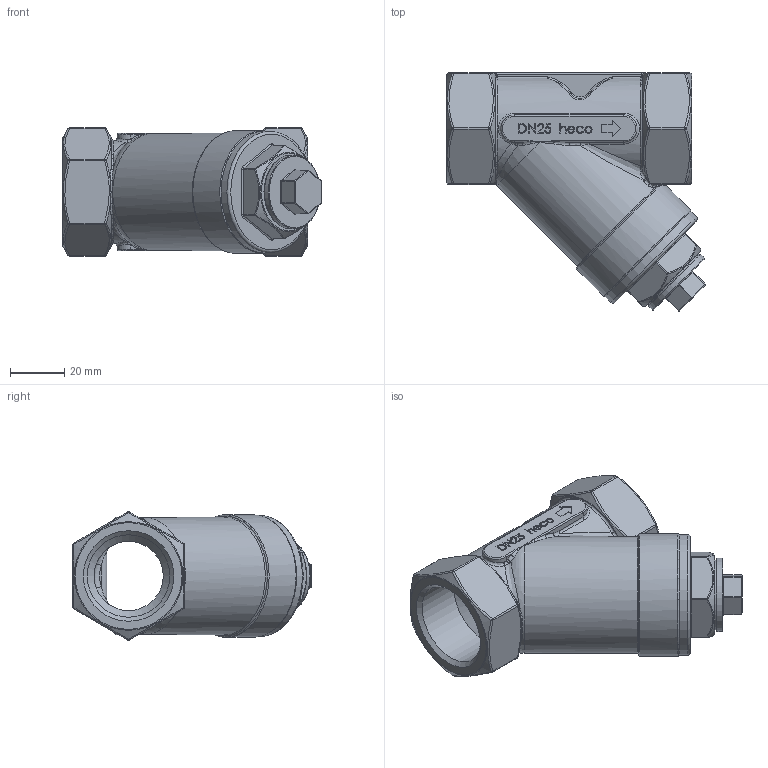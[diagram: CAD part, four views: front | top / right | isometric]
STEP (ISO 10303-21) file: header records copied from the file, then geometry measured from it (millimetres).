
FILE_DESCRIPTION (( 'STEP AP214' ), '1' );
FILE_NAME ('SF-100-000-4 Schmutzfänger heco.STEP', '2016-03-23T09:41:27', ( '' ), ( '' ), 'SwSTEP 2.0', 'SolidWorks 2011', '' );
FILE_SCHEMA (( 'AUTOMOTIVE_DESIGN' ));
Length unit declared in the file: millimetre
Products named in the file (1): SF-100-000-4 Schmutzfänger heco
Bounding box: 95.05 x 87.55 x 47.13 mm (x, y, z)
Volume: 142891.5 mm3; surface area: 29355.3 mm2
Topology: 1 solids, 1 shells, 642 faces, 1568 edges, 938 vertices
Faces by surface type: bspline 286, plane 185, cylinder 82, torus 42, sphere 36, cone 11
Full cylindrical faces by diameter (mm): 25.4 x1, 26 x1, 27 x1, 30.29 x2, 44.5 x1, 45 x1
Entity records: 39487 total; most frequent: CARTESIAN_POINT 19573, ORIENTED_EDGE 3024, DIRECTION 1992, EDGE_CURVE 1512, VERTEX_POINT 931, EDGE_LOOP 703, AXIS2_PLACEMENT_3D 694, FACE_OUTER_BOUND 656
